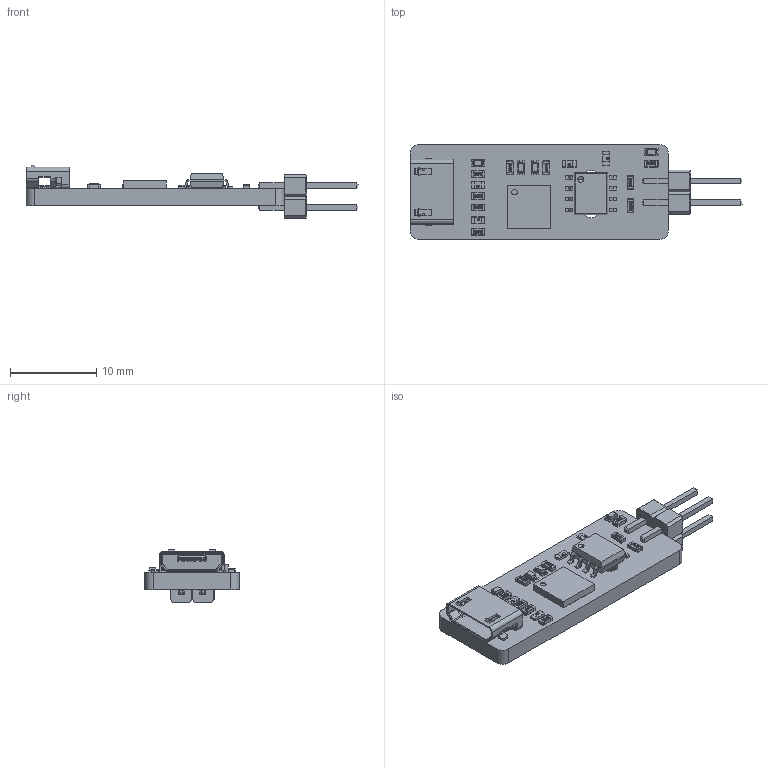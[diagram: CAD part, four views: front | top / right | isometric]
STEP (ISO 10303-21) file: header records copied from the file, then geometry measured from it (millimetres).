
FILE_DESCRIPTION(('Open CASCADE Model'),'2;1');
FILE_NAME('Open CASCADE Shape Model','2019-10-14T13:34:30',('Author'),( 'Open CASCADE'),'Open CASCADE STEP processor 6.8','Open CASCADE 6.8' ,'Unknown');
FILE_SCHEMA(('AUTOMOTIVE_DESIGN { 1 0 10303 214 1 1 1 1 }'));
Length unit declared in the file: millimetre
Products named in the file (55): PCB; Board; Open CASCADE STEP translator 6.8 1.1.1; VD4; User_Library-LED_0603_G; User_Library-LED_0603_G_Pocket002; User_Library-LED_0603_G_Pad004; User_Library-LED_0603_G_Fillet; User_Library-LED_0603_G_Pocket001; User_Library-LED_0603_G_Pad; R9; chip_0603_r; X1; User_Library-micro_usb_SMD; VD3; VD2; User_Library-LED_0603_B; User_Library-LED_0603_B_Pocket002; User_Library-LED_0603_B_Pad004; User_Library-LED_0603_B_Fillet; User_Library-LED_0603_B_Pocket001; User_Library-LED_0603_B_Pad; VD1; User_Library-LED_0603_Y; User_Library-LED_0603_Y_Pocket002; User_Library-LED_0603_Y_Pad004; User_Library-LED_0603_Y_Fillet; User_Library-LED_0603_Y_Pocket001; User_Library-LED_0603_Y_Pad; R8; R7; R6; R5; R4; R3; R2; R1; D2; 5572887792; Open_CASCADE_STEP_translator_6.8_17.1 ...
Assembly tree (99 placements, depth 5):
  PCB
    Board
      Open CASCADE STEP translator 6.8 1.1.1
    VD4
      User_Library-LED_0603_G
        User_Library-LED_0603_G_Pocket002
        User_Library-LED_0603_G_Pad004
        User_Library-LED_0603_G_Fillet
        User_Library-LED_0603_G_Pocket001
        User_Library-LED_0603_G_Pad
    R9
      chip_0603_r
    X1
      User_Library-micro_usb_SMD
    VD3
      User_Library-LED_0603_G
        User_Library-LED_0603_G_Pocket002
        User_Library-LED_0603_G_Pad004
        User_Library-LED_0603_G_Fillet
        User_Library-LED_0603_G_Pocket001
        User_Library-LED_0603_G_Pad
    VD2
      User_Library-LED_0603_B
        User_Library-LED_0603_B_Pocket002
        User_Library-LED_0603_B_Pad004
        User_Library-LED_0603_B_Fillet
        User_Library-LED_0603_B_Pocket001
        User_Library-LED_0603_B_Pad
    VD1
      User_Library-LED_0603_Y
        User_Library-LED_0603_Y_Pocket002
        User_Library-LED_0603_Y_Pad004
        User_Library-LED_0603_Y_Fillet
        User_Library-LED_0603_Y_Pocket001
        User_Library-LED_0603_Y_Pad
    R8
      chip_0603_r
    R7
      chip_0603_r
    R6
      chip_0603_r
    R5
      chip_0603_r
    R4
      chip_0603_r
    R3
      chip_0603_r
    R2
      chip_0603_r
    R1
      chip_0603_r
    D2
      5572887792
        Open_CASCADE_STEP_translator_6.8_17.1
        Body
          Open_CASCADE_STEP_translator_6.8_17.2.1
        Thermal_Shape
        Pin_Shape  x28
    D1
      User_Library-SOIC-8-1
Bounding box: 38.54 x 11 x 6.16 mm (x, y, z)
Volume: 819.3 mm3; surface area: 1631.1 mm2
Topology: 124 solids, 129 shells, 2313 faces, 5551 edges, 3407 vertices
Faces by surface type: plane 1198, bspline 603, cylinder 466, sphere 34, cone 12
Full cylindrical faces by diameter (mm): 0.3 x5, 0.625 x1
Entity records: 36321 total; most frequent: CARTESIAN_POINT 9982, ORIENTED_EDGE 4335, DIRECTION 4053, EDGE_CURVE 2171, LINE 1593, VECTOR 1593, VERTEX_POINT 1375, AXIS2_PLACEMENT_3D 1230
